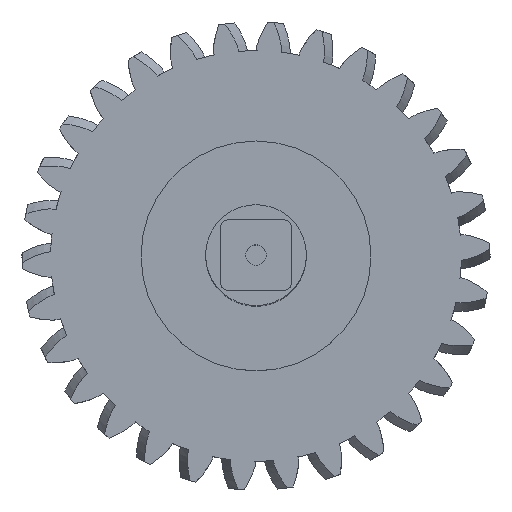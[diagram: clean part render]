
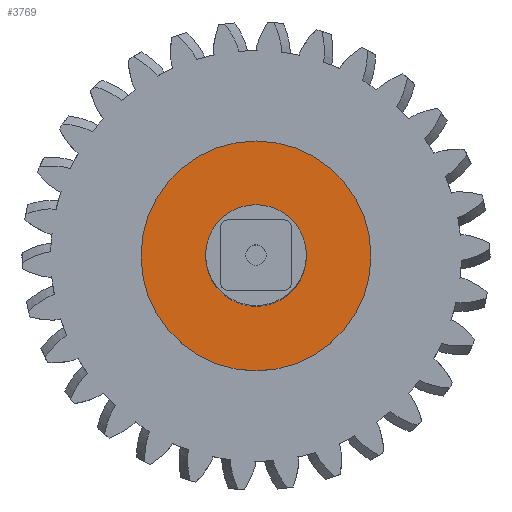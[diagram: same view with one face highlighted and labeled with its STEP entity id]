
A CAD part, top view. The second image highlights one B-rep face of the part: STEP entity #3769.
In plain terms, the highlighted planar face has unit normal (0, 0, 1).
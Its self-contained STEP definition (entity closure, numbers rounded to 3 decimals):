
#678=FACE_BOUND('',#966,.T.);
#688=PLANE('',#4055);
#704=FACE_OUTER_BOUND('',#965,.T.);
#965=EDGE_LOOP('',(#2533));
#966=EDGE_LOOP('',(#2534));
#1267=CIRCLE('',#4053,9.);
#1269=CIRCLE('',#4056,3.95);
#1471=VERTEX_POINT('',#4758);
#1473=VERTEX_POINT('',#4764);
#1865=EDGE_CURVE('',#1471,#1471,#1267,.T.);
#1868=EDGE_CURVE('',#1473,#1473,#1269,.T.);
#2533=ORIENTED_EDGE('',*,*,#1865,.T.);
#2534=ORIENTED_EDGE('',*,*,#1868,.F.);
#3769=ADVANCED_FACE('',(#704,#678),#688,.T.);
#4053=AXIS2_PLACEMENT_3D('',#4759,#4311,#4312);
#4055=AXIS2_PLACEMENT_3D('',#4763,#4316,#4317);
#4056=AXIS2_PLACEMENT_3D('',#4765,#4318,#4319);
#4311=DIRECTION('center_axis',(0.,0.,1.));
#4312=DIRECTION('ref_axis',(-1.,0.,0.));
#4316=DIRECTION('center_axis',(0.,0.,1.));
#4317=DIRECTION('ref_axis',(-1.,0.,0.));
#4318=DIRECTION('center_axis',(0.,0.,1.));
#4319=DIRECTION('ref_axis',(-1.,0.,0.));
#4758=CARTESIAN_POINT('',(9.,0.,2.35));
#4759=CARTESIAN_POINT('Origin',(0.,0.,
2.35));
#4763=CARTESIAN_POINT('Origin',(0.,0.,
2.35));
#4764=CARTESIAN_POINT('',(3.95,0.,2.35));
#4765=CARTESIAN_POINT('Origin',(0.,0.,
2.35));
